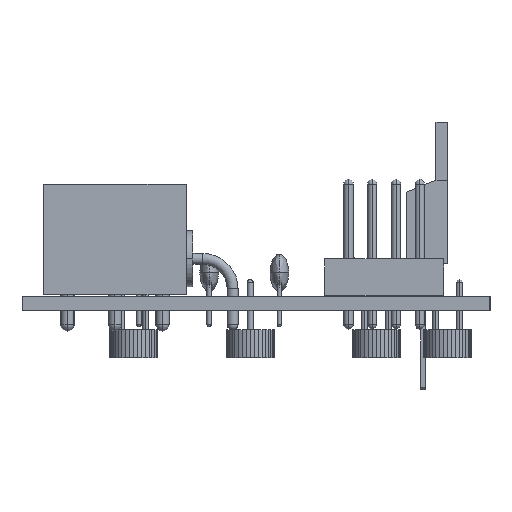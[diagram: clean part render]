
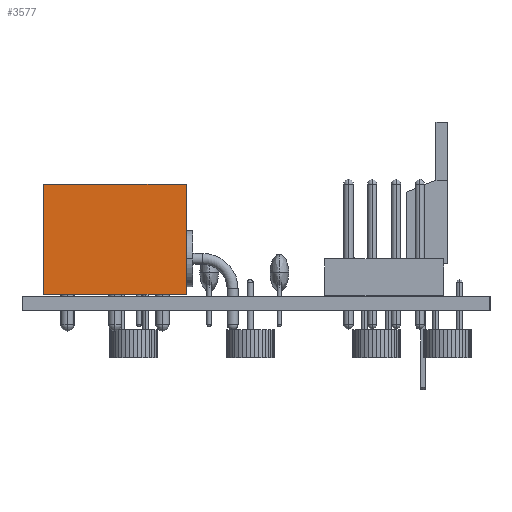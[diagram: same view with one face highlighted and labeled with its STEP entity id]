
A CAD part, left-side view. The second image highlights one B-rep face of the part: STEP entity #3577.
In plain terms, the highlighted face is planar.
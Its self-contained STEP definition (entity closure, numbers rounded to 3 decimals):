
#3577 = ADVANCED_FACE('',(#3578),#3612,.F.);
#3578 = FACE_BOUND('',#3579,.F.);
#3579 = EDGE_LOOP('',(#3580,#3590,#3598,#3606));
#3580 = ORIENTED_EDGE('',*,*,#3581,.T.);
#3581 = EDGE_CURVE('',#3582,#3584,#3586,.T.);
#3582 = VERTEX_POINT('',#3583);
#3583 = CARTESIAN_POINT('',(12.7,5.08,0.2));
#3584 = VERTEX_POINT('',#3585);
#3585 = CARTESIAN_POINT('',(12.7,5.08,12.));
#3586 = LINE('',#3587,#3588);
#3587 = CARTESIAN_POINT('',(12.7,5.08,0.2));
#3588 = VECTOR('',#3589,1.);
#3589 = DIRECTION('',(0.,0.,1.));
#3590 = ORIENTED_EDGE('',*,*,#3591,.T.);
#3591 = EDGE_CURVE('',#3584,#3592,#3594,.T.);
#3592 = VERTEX_POINT('',#3593);
#3593 = CARTESIAN_POINT('',(-2.54,5.08,12.));
#3594 = LINE('',#3595,#3596);
#3595 = CARTESIAN_POINT('',(12.7,5.08,12.));
#3596 = VECTOR('',#3597,1.);
#3597 = DIRECTION('',(-1.,0.,0.));
#3598 = ORIENTED_EDGE('',*,*,#3599,.F.);
#3599 = EDGE_CURVE('',#3600,#3592,#3602,.T.);
#3600 = VERTEX_POINT('',#3601);
#3601 = CARTESIAN_POINT('',(-2.54,5.08,0.2));
#3602 = LINE('',#3603,#3604);
#3603 = CARTESIAN_POINT('',(-2.54,5.08,0.2));
#3604 = VECTOR('',#3605,1.);
#3605 = DIRECTION('',(0.,0.,1.));
#3606 = ORIENTED_EDGE('',*,*,#3607,.F.);
#3607 = EDGE_CURVE('',#3582,#3600,#3608,.T.);
#3608 = LINE('',#3609,#3610);
#3609 = CARTESIAN_POINT('',(12.7,5.08,0.2));
#3610 = VECTOR('',#3611,1.);
#3611 = DIRECTION('',(-1.,0.,0.));
#3612 = PLANE('',#3613);
#3613 = AXIS2_PLACEMENT_3D('',#3614,#3615,#3616);
#3614 = CARTESIAN_POINT('',(12.7,5.08,0.2));
#3615 = DIRECTION('',(0.,-1.,0.));
#3616 = DIRECTION('',(-1.,0.,0.));
